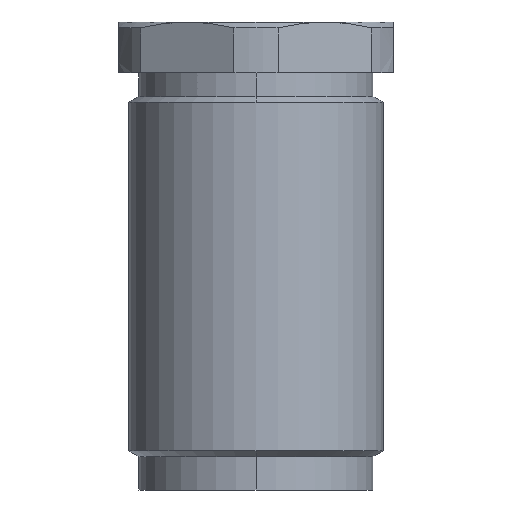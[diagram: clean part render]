
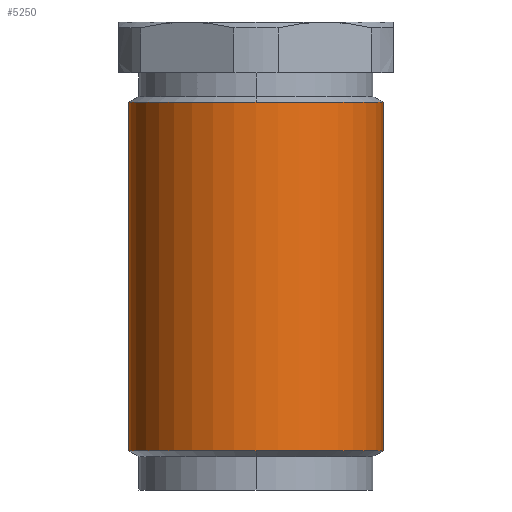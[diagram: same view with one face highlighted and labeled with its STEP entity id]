
A CAD part, left-side view. The second image highlights one B-rep face of the part: STEP entity #5250.
In plain terms, the highlighted cylindrical face has radius 12.5 mm (diameter 25 mm), a partial arc.
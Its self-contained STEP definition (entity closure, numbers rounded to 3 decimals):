
#630=CARTESIAN_POINT('',(52.,60.5,19.75));
#640=DIRECTION('',(0.,0.,1.));
#650=VECTOR('',#640,1.);
#660=LINE('',#630,#650);
#670=CARTESIAN_POINT('',(52.,60.5,-16.134));
#680=VERTEX_POINT('',#670);
#690=CARTESIAN_POINT('',(52.,60.5,18.1));
#700=VERTEX_POINT('483018-1193038522-15c55b27c6-0 1208912',#690);
#710=EDGE_CURVE('',#680,#700,#660,.T.);
#730=CARTESIAN_POINT('',(52.,48.,-16.134));
#740=DIRECTION('',(0.,0.,1.));
#750=DIRECTION('',(1.,0.,0.));
#760=AXIS2_PLACEMENT_3D('',#730,#740,#750);
#770=CIRCLE('',#760,12.5);
#820=CARTESIAN_POINT('',(52.,35.5,-16.134));
#830=VERTEX_POINT('',#820);
#860=CARTESIAN_POINT('',(52.,35.5,19.75));
#870=DIRECTION('',(0.,0.,1.));
#880=VECTOR('',#870,1.);
#890=LINE('',#860,#880);
#900=CARTESIAN_POINT('',(52.,35.5,18.1));
#910=VERTEX_POINT('',#900);
#920=EDGE_CURVE('',#830,#910,#890,.T.);
#940=CARTESIAN_POINT('',(52.,48.,18.1));
#950=DIRECTION('',(0.,0.,1.));
#960=DIRECTION('',(1.,0.,0.));
#970=AXIS2_PLACEMENT_3D('',#940,#950,#960);
#980=CIRCLE('',#970,12.5);
#2510=CARTESIAN_POINT('',(39.5,48.,-16.134));
#2520=VERTEX_POINT('',#2510);
#2550=EDGE_CURVE('012643-1178198262-15c55b27c6-0 109205',#2520,#830,#770
,.T.);
#4840=CARTESIAN_POINT('',(39.5,48.,18.1));
#4850=VERTEX_POINT('',#4840);
#4860=EDGE_CURVE('475882-1202894029-15c55b27c6-0 179332',#4850,#910,#980
,.T.);
#5100=CARTESIAN_POINT('',(52.,48.,19.75));
#5110=DIRECTION('',(0.,0.,1.));
#5120=DIRECTION('',(0.,1.,0.));
#5130=AXIS2_PLACEMENT_3D('',#5100,#5110,#5120);
#5140=CYLINDRICAL_SURFACE('',#5130,12.5);
#5150=ORIENTED_EDGE('',*,*,#2550,.T.);
#5160=EDGE_CURVE('012643-1178198262-15c55b27c6-0 109205',#680,#2520,#770
,.T.);
#5170=ORIENTED_EDGE('',*,*,#5160,.T.);
#5180=ORIENTED_EDGE('',*,*,#710,.F.);
#5190=EDGE_CURVE('475882-1202894029-15c55b27c6-0 179332',#700,#4850,#980
,.T.);
#5200=ORIENTED_EDGE('',*,*,#5190,.F.);
#5210=ORIENTED_EDGE('',*,*,#4860,.F.);
#5220=ORIENTED_EDGE('',*,*,#920,.T.);
#5230=EDGE_LOOP('',(#5220,#5210,#5200,#5180,#5170,#5150));
#5240=FACE_OUTER_BOUND('',#5230,.T.);
#5250=ADVANCED_FACE('012643-1178198262-15c55b27c6-0 1386629',(#5240),
#5140,.T.);
